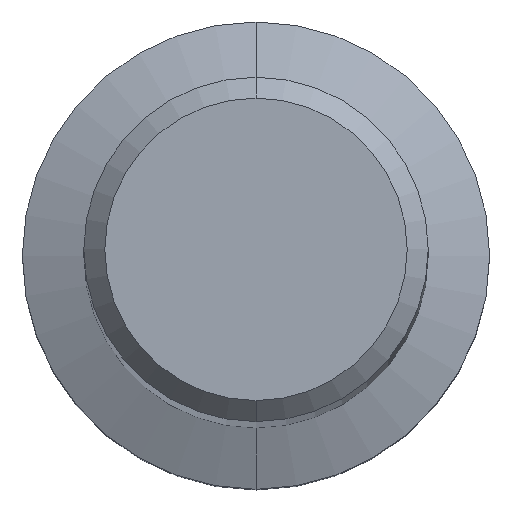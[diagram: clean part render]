
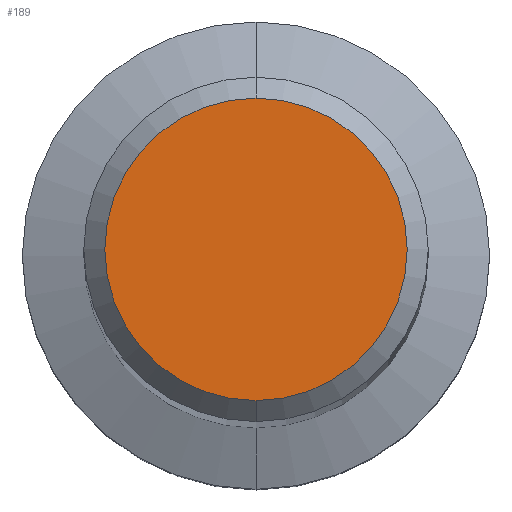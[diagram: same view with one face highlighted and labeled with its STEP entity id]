
A CAD part, top view. The second image highlights one B-rep face of the part: STEP entity #189.
In plain terms, the highlighted planar face has unit normal (0, 0, 1).
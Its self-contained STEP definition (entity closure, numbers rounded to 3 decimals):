
#165=EDGE_CURVE('',#223,#247,#369,.T.);
#189=ADVANCED_FACE('',(#395),#396,.T.);
#223=VERTEX_POINT('',#434);
#247=VERTEX_POINT('',#463);
#301=EDGE_CURVE('',#247,#223,#524,.T.);
#369=CIRCLE('',#600,3.6);
#395=FACE_OUTER_BOUND('',#630,.T.);
#396=PLANE('',#631);
#434=CARTESIAN_POINT('',(0.0,3.6,0.0));
#463=CARTESIAN_POINT('',(0.,-3.6,0.0));
#524=CIRCLE('',#797,3.6);
#600=AXIS2_PLACEMENT_3D('',#859,#860,#861);
#630=EDGE_LOOP('',(#890,#891));
#631=AXIS2_PLACEMENT_3D('',#892,#893,#894);
#797=AXIS2_PLACEMENT_3D('',#1060,#1061,#1062);
#859=CARTESIAN_POINT('',(0.0,0.0,0.0));
#860=DIRECTION('',(0.0,0.0,-1.0));
#861=DIRECTION('',(0.0,1.0,0.0));
#890=ORIENTED_EDGE('',*,*,#165,.F.);
#891=ORIENTED_EDGE('',*,*,#301,.F.);
#892=CARTESIAN_POINT('',(0.0,1.8,0.0));
#893=DIRECTION('',(-0.0,0.0,1.0));
#894=DIRECTION('',(0.0,-1.0,0.0));
#1060=CARTESIAN_POINT('',(0.0,0.0,0.0));
#1061=DIRECTION('',(0.0,0.0,-1.0));
#1062=DIRECTION('',(0.0,1.0,0.0));
